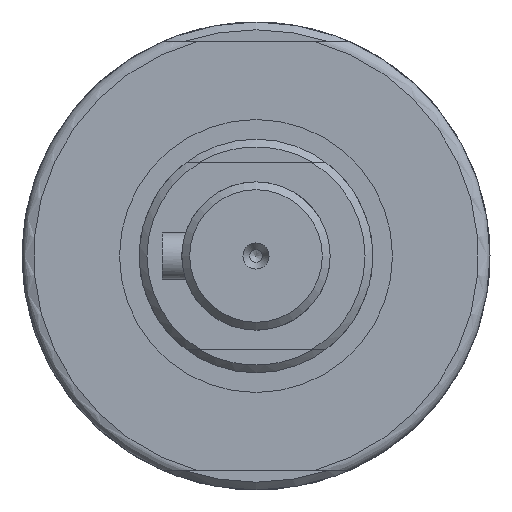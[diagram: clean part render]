
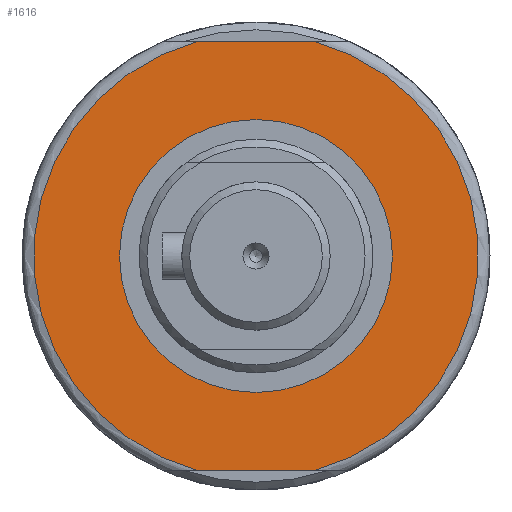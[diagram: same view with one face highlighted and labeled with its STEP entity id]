
A CAD part, left-side view. The second image highlights one B-rep face of the part: STEP entity #1616.
In plain terms, the highlighted planar face has unit normal (-1, 0, 0).
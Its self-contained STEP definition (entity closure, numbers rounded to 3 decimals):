
#1345=CARTESIAN_POINT('',(-168.5,17.5,0.));
#1346=VERTEX_POINT('',#1345);
#1347=CARTESIAN_POINT('',(-168.5,0.,0.));
#1348=DIRECTION('',(1.0,0.0,0.0));
#1349=DIRECTION('',(0.0,1.0,0.0));
#1350=AXIS2_PLACEMENT_3D('',#1347,#1348,#1349);
#1351=CIRCLE('',#1350,17.5);
#1352=EDGE_CURVE('',#1346,#1346,#1351,.T.);
#1439=CARTESIAN_POINT('',(-168.5,-7.483,27.5));
#1440=VERTEX_POINT('',#1439);
#1466=CARTESIAN_POINT('',(-168.5,-7.483,-27.5));
#1467=VERTEX_POINT('',#1466);
#1468=CARTESIAN_POINT('',(-168.5,0.,0.));
#1469=DIRECTION('',(1.0,0.0,0.0));
#1470=DIRECTION('',(0.0,1.0,0.0));
#1471=AXIS2_PLACEMENT_3D('',#1468,#1469,#1470);
#1472=CIRCLE('',#1471,28.5);
#1473=EDGE_CURVE('',#1440,#1467,#1472,.T.);
#1517=CARTESIAN_POINT('',(-168.5,7.483,27.5));
#1518=VERTEX_POINT('',#1517);
#1555=CARTESIAN_POINT('',(-168.5,7.483,-27.5));
#1556=VERTEX_POINT('',#1555);
#1582=CARTESIAN_POINT('',(-168.5,0.,0.));
#1583=DIRECTION('',(1.0,0.0,0.0));
#1584=DIRECTION('',(0.0,1.0,0.0));
#1585=AXIS2_PLACEMENT_3D('',#1582,#1583,#1584);
#1586=CIRCLE('',#1585,28.5);
#1587=EDGE_CURVE('',#1556,#1518,#1586,.T.);
#1592=CARTESIAN_POINT('',(-168.5,23.,0.));
#1593=DIRECTION('',(-1.0,0.0,0.0));
#1594=DIRECTION('',(0.0,0.0,1.0));
#1595=AXIS2_PLACEMENT_3D('',#1592,#1593,#1594);
#1596=PLANE('',#1595);
#1597=CARTESIAN_POINT('',(-168.5,-7.483,27.5));
#1598=DIRECTION('',(0.0,1.0,0.0));
#1599=VECTOR('',#1598,14.967);
#1600=LINE('',#1597,#1599);
#1601=EDGE_CURVE('',#1440,#1518,#1600,.T.);
#1602=ORIENTED_EDGE('',*,*,#1601,.T.);
#1603=ORIENTED_EDGE('',*,*,#1587,.F.);
#1604=CARTESIAN_POINT('',(-168.5,7.483,-27.5));
#1605=DIRECTION('',(0.0,-1.0,0.0));
#1606=VECTOR('',#1605,14.967);
#1607=LINE('',#1604,#1606);
#1608=EDGE_CURVE('',#1556,#1467,#1607,.T.);
#1609=ORIENTED_EDGE('',*,*,#1608,.T.);
#1610=ORIENTED_EDGE('',*,*,#1473,.F.);
#1611=EDGE_LOOP('',(#1602,#1603,#1609,#1610));
#1612=FACE_OUTER_BOUND('',#1611,.T.);
#1613=ORIENTED_EDGE('',*,*,#1352,.T.);
#1614=EDGE_LOOP('',(#1613));
#1615=FACE_BOUND('',#1614,.T.);
#1616=ADVANCED_FACE('',(#1612,#1615),#1596,.T.);
